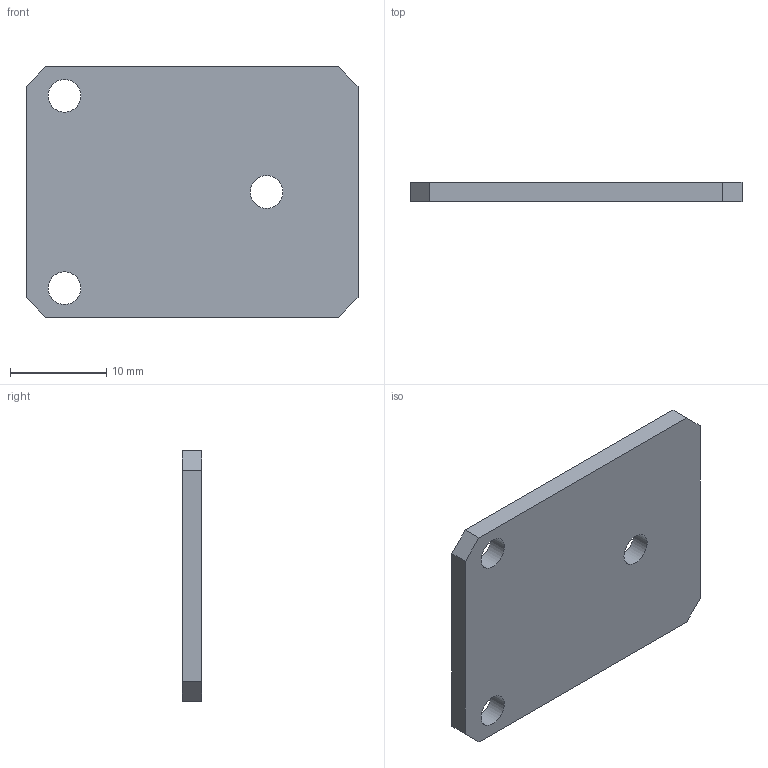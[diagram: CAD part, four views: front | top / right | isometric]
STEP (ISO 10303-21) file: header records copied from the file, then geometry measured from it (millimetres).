
FILE_DESCRIPTION(('FreeCAD Model'),'2;1');
FILE_NAME('Open CASCADE Shape Model','2023-04-16T10:27:46',('Author'),( ''),'Open CASCADE STEP processor 7.5','FreeCAD','Unknown');
FILE_SCHEMA(('AUTOMOTIVE_DESIGN { 1 0 10303 214 1 1 1 1 }'));
Length unit declared in the file: millimetre
Products named in the file (1): minipanel.R
Bounding box: 34.5 x 2 x 26 mm (x, y, z)
Volume: 1723.5 mm3; surface area: 2020.2 mm2
Topology: 1 solids, 1 shells, 13 faces, 33 edges, 22 vertices
Faces by surface type: plane 10, cylinder 3
Full cylindrical faces by diameter (mm): 3.4 x3
Entity records: 966 total; most frequent: CARTESIAN_POINT 171, DIRECTION 127, LINE 87, VECTOR 87, ORIENTED_EDGE 66, PCURVE 66, DEFINITIONAL_REPRESENTATION 66, EDGE_CURVE 33
